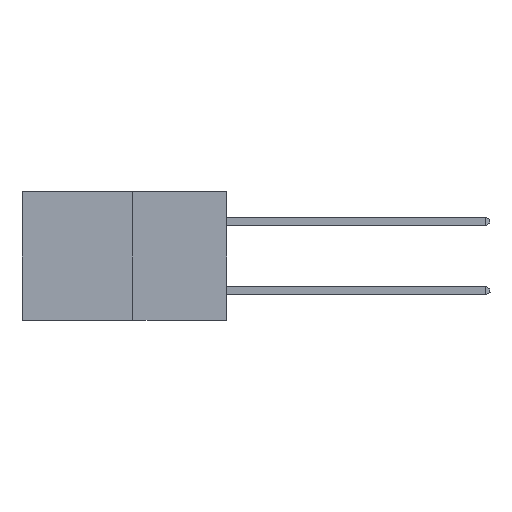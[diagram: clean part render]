
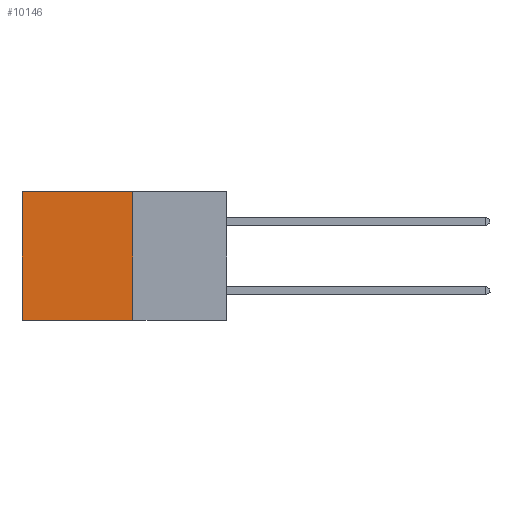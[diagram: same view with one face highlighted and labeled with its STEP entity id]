
A CAD part, left-side view. The second image highlights one B-rep face of the part: STEP entity #10146.
In plain terms, the highlighted planar face has unit normal (-1, 0, 0).
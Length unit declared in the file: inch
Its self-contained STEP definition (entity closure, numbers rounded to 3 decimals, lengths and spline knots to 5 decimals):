
#552 = VECTOR ( 'NONE', #17678, 39.37008 ) ;
#2674 = CARTESIAN_POINT ( 'NONE',  ( 0.277, 0.59, -0.37 ) ) ;
#3627 = ORIENTED_EDGE ( 'NONE', *, *, #4808, .F. ) ;
#4808 = EDGE_CURVE ( 'NONE', #11719, #4931, #5885, .T. ) ;
#4931 = VERTEX_POINT ( 'NONE', #15970 ) ;
#5504 = PLANE ( 'NONE',  #11364 ) ;
#5885 = LINE ( 'NONE', #17786, #552 ) ;
#7173 = VECTOR ( 'NONE', #9296, 39.37008 ) ;
#7560 = LINE ( 'NONE', #8660, #18032 ) ;
#7896 = EDGE_CURVE ( 'NONE', #9032, #4931, #13018, .T. ) ;
#8092 = EDGE_CURVE ( 'NONE', #9257, #9032, #12444, .T. ) ;
#8599 = DIRECTION ( 'NONE',  ( 0., 0., -1. ) ) ;
#8660 = CARTESIAN_POINT ( 'NONE',  ( 0.277, 0.27, -0.37 ) ) ;
#9032 = VERTEX_POINT ( 'NONE', #11849 ) ;
#9257 = VERTEX_POINT ( 'NONE', #24137 ) ;
#9296 = DIRECTION ( 'NONE',  ( 0., 1., 0. ) ) ;
#9522 = CARTESIAN_POINT ( 'NONE',  ( 0.277, 0.27, -0.37 ) ) ;
#9697 = EDGE_LOOP ( 'NONE', ( #20437, #3627, #15462, #24209 ) ) ;
#10146 = ADVANCED_FACE ( 'NONE', ( #21229 ), #5504, .F. ) ;
#11364 = AXIS2_PLACEMENT_3D ( 'NONE', #9522, #23257, #11507 ) ;
#11507 = DIRECTION ( 'NONE',  ( 0., 0., -1. ) ) ;
#11719 = VERTEX_POINT ( 'NONE', #13691 ) ;
#11849 = CARTESIAN_POINT ( 'NONE',  ( 0.277, 0.59, 0. ) ) ;
#12444 = LINE ( 'NONE', #20983, #7173 ) ;
#12472 = EDGE_CURVE ( 'NONE', #9257, #11719, #7560, .T. ) ;
#13018 = LINE ( 'NONE', #2674, #17026 ) ;
#13691 = CARTESIAN_POINT ( 'NONE',  ( 0.277, 0.27, -0.37 ) ) ;
#15462 = ORIENTED_EDGE ( 'NONE', *, *, #12472, .F. ) ;
#15970 = CARTESIAN_POINT ( 'NONE',  ( 0.277, 0.59, -0.37 ) ) ;
#17026 = VECTOR ( 'NONE', #8599, 39.37008 ) ;
#17678 = DIRECTION ( 'NONE',  ( 0., 1., 0. ) ) ;
#17786 = CARTESIAN_POINT ( 'NONE',  ( 0.277, 0.27, -0.37 ) ) ;
#18032 = VECTOR ( 'NONE', #22408, 39.37008 ) ;
#20437 = ORIENTED_EDGE ( 'NONE', *, *, #7896, .T. ) ;
#20983 = CARTESIAN_POINT ( 'NONE',  ( 0.277, 0.27, 0. ) ) ;
#21229 = FACE_OUTER_BOUND ( 'NONE', #9697, .T. ) ;
#22408 = DIRECTION ( 'NONE',  ( 0., 0., -1. ) ) ;
#23257 = DIRECTION ( 'NONE',  ( 1., 0., 0. ) ) ;
#24137 = CARTESIAN_POINT ( 'NONE',  ( 0.277, 0.27, 0. ) ) ;
#24209 = ORIENTED_EDGE ( 'NONE', *, *, #8092, .T. ) ;
